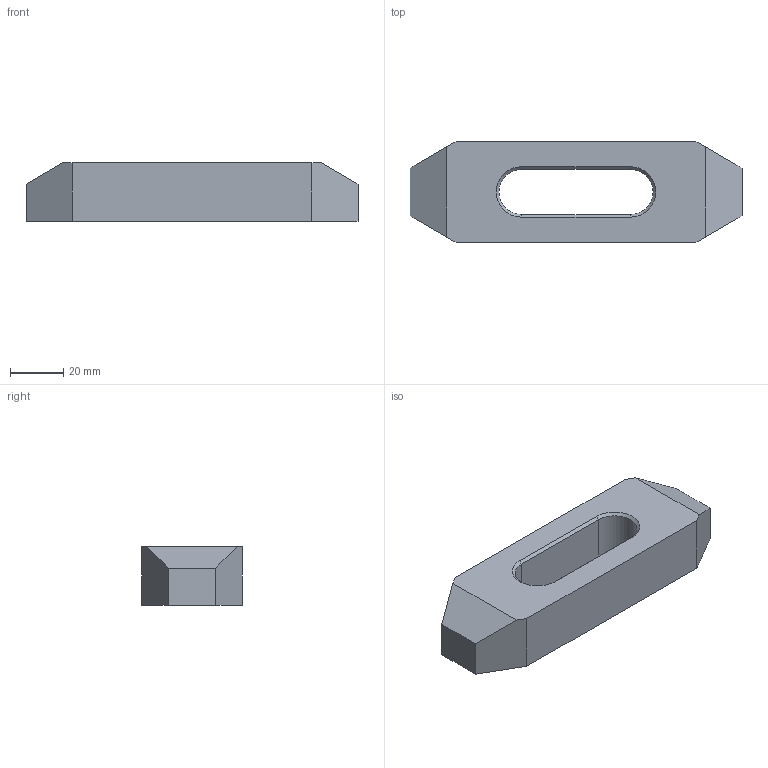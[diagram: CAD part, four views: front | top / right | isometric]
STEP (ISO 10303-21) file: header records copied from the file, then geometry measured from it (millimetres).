
FILE_DESCRIPTION( ( 'Unknown' ), '1' );
FILE_NAME( 'CP05-16125.stp', 'Unknown', ( 'Unknown' ), ( 'Unknown' ), 'XStep 1.0', 'Unknown', ' ' );
FILE_SCHEMA( ( 'CONFIG_CONTROL_DESIGN' ) );
Length unit declared in the file: millimetre
Products named in the file (1): 1
Bounding box: 125 x 38 x 22 mm (x, y, z)
Volume: 73827.4 mm3; surface area: 15877.4 mm2
Topology: 1 solids, 1 shells, 24 faces, 58 edges, 36 vertices
Faces by surface type: plane 18, cone 4, cylinder 2
Entity records: 734 total; most frequent: CARTESIAN_POINT 119, DIRECTION 116, ORIENTED_EDGE 116, EDGE_CURVE 58, LINE 50, VECTOR 50, VERTEX_POINT 36, AXIS2_PLACEMENT_3D 33
